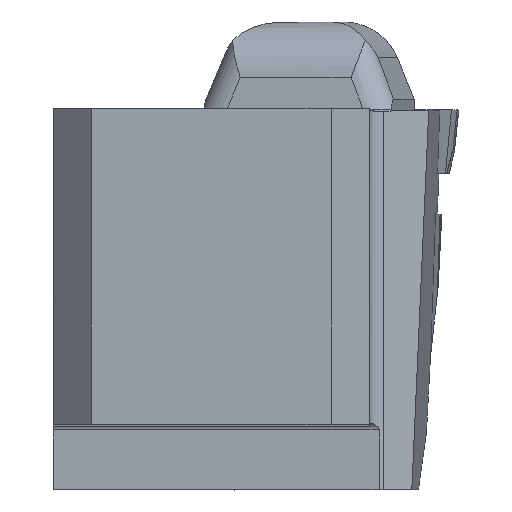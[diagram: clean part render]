
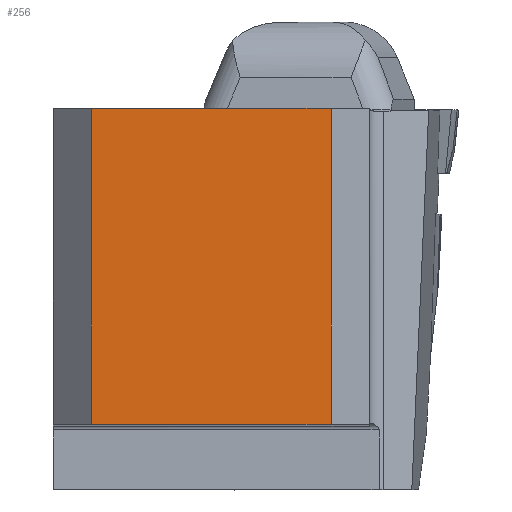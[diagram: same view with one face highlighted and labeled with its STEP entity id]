
A CAD part, top view. The second image highlights one B-rep face of the part: STEP entity #256.
In plain terms, the highlighted planar face has unit normal (0, 0, 1).
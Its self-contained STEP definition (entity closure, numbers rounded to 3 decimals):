
#256=ADVANCED_FACE('CU_BACK_SU1',(#450),#378,.F.);
#378=PLANE('',#2588);
#450=FACE_OUTER_BOUND('',#583,.T.);
#583=EDGE_LOOP('',(#953,#954,#955,#956));
#953=ORIENTED_EDGE('',*,*,#1859,.F.);
#954=ORIENTED_EDGE('',*,*,#1842,.F.);
#955=ORIENTED_EDGE('',*,*,#1860,.T.);
#956=ORIENTED_EDGE('',*,*,#1861,.T.);
#1598=VERTEX_POINT('',#3698);
#1599=VERTEX_POINT('',#3700);
#1607=VERTEX_POINT('',#3734);
#1608=VERTEX_POINT('',#3736);
#1842=EDGE_CURVE('',#1598,#1599,#2151,.T.);
#1859=EDGE_CURVE('',#1599,#1607,#2161,.T.);
#1860=EDGE_CURVE('',#1598,#1608,#2162,.T.);
#1861=EDGE_CURVE('',#1608,#1607,#2163,.T.);
#2151=LINE('',#3699,#2331);
#2161=LINE('',#3733,#2341);
#2162=LINE('',#3735,#2342);
#2163=LINE('',#3737,#2343);
#2331=VECTOR('',#2914,1.);
#2341=VECTOR('',#2948,1.);
#2342=VECTOR('',#2949,1.);
#2343=VECTOR('',#2950,1.);
#2588=AXIS2_PLACEMENT_3D('',#3738,#2951,#2952);
#2914=DIRECTION('',(1.,0.,0.));
#2948=DIRECTION('',(0.,-1.,0.));
#2949=DIRECTION('',(0.,-1.,0.));
#2950=DIRECTION('',(1.,0.,0.));
#2951=DIRECTION('',(0.,0.,-1.));
#2952=DIRECTION('',(1.,0.,0.));
#3698=CARTESIAN_POINT('',(3.,24.925,0.));
#3699=CARTESIAN_POINT('',(110.,24.925,0.));
#3700=CARTESIAN_POINT('',(21.925,24.925,0.));
#3733=CARTESIAN_POINT('',(21.925,0.,0.));
#3734=CARTESIAN_POINT('',(21.925,0.,0.));
#3735=CARTESIAN_POINT('',(3.,0.,0.));
#3736=CARTESIAN_POINT('',(3.,0.,0.));
#3737=CARTESIAN_POINT('',(110.,0.,0.));
#3738=CARTESIAN_POINT('',(-17.746,39.925,0.));
